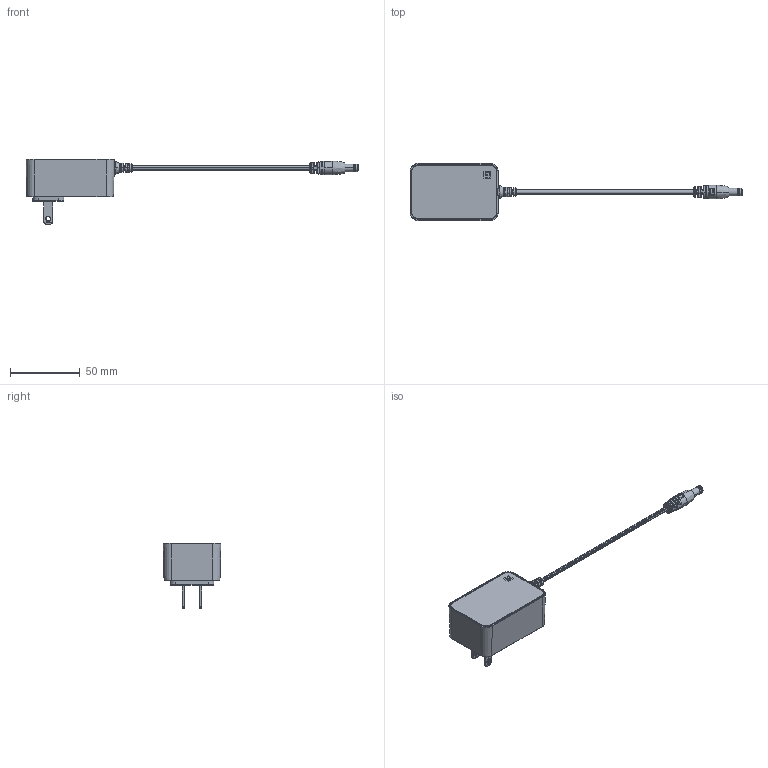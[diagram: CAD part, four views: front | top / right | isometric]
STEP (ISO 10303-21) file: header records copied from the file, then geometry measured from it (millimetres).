
FILE_DESCRIPTION (( 'STEP AP203' ), '1' );
FILE_NAME ('16-00119.STEP', '2019-08-13T21:02:23', ( '' ), ( '' ), 'SwSTEP 2.0', 'SolidWorks 2015', '' );
FILE_SCHEMA (( 'CONFIG_CONTROL_DESIGN' ));
Length unit declared in the file: millimetre
Products named in the file (14): 30-00338_stripped and tinned; 26-00004; 50-00129 insulator; 50-00129; Nema 1-15 plug; 26-00004_top; 10-03157; 50-00129 contact; 50-00129 shell; 16-00119; 26-00004_bottom; 24-00279; 24-00003; UL_1-15 pin
Assembly tree (14 placements, depth 4):
  16-00119
    26-00004
      26-00004_bottom
      26-00004_top
    Nema 1-15 plug
      UL_1-15 pin  x2
    10-03157
      30-00338_stripped and tinned
      24-00003
      24-00279
      50-00129
        50-00129 contact
        50-00129 insulator
        50-00129 shell
Bounding box: 238.31 x 41.48 x 47 mm (x, y, z)
Volume: 21992.4 mm3; surface area: 34814.3 mm2
Topology: 151 solids, 151 shells, 1309 faces, 2790 edges, 1826 vertices
Faces by surface type: plane 681, cylinder 415, bspline 123, torus 46, cone 44
Entity records: 41698 total; most frequent: CARTESIAN_POINT 12702, DIRECTION 5751, ORIENTED_EDGE 5452, EDGE_CURVE 2726, AXIS2_PLACEMENT_3D 2211, VERTEX_POINT 1786, EDGE_LOOP 1362, VECTOR 1329
